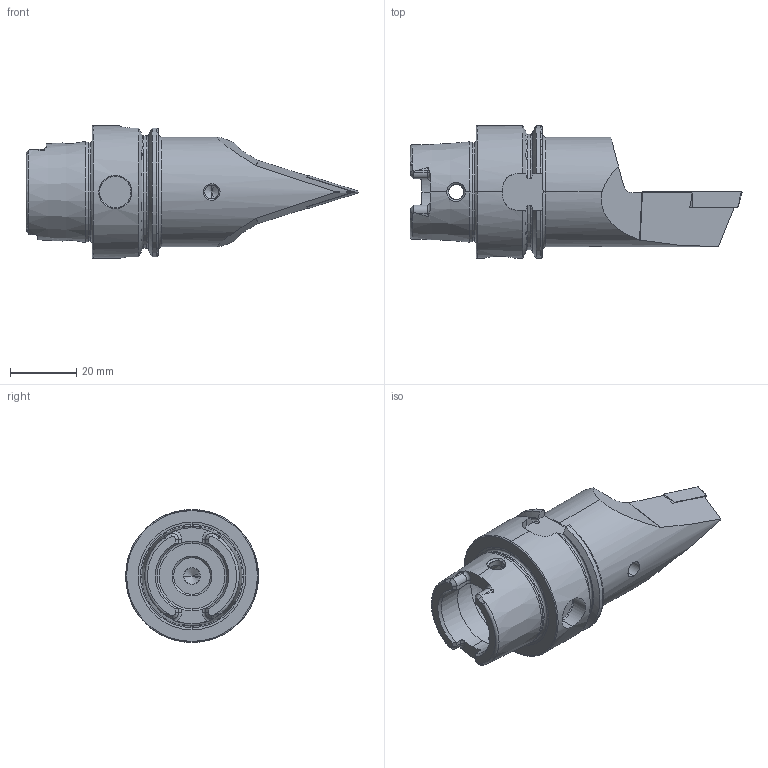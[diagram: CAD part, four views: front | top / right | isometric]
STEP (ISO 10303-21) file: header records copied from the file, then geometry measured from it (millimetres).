
FILE_DESCRIPTION (( 'STEP AP203' ), '1' );
FILE_NAME ('HA4-KVB.NVA.080.STEP', '2013-11-27T07:00:48', ( 'baer' ), ( 'Hewlett-Packard Company' ), 'SwSTEP 2.0', 'SolidWorks 2012', '' );
FILE_SCHEMA (( 'CONFIG_CONTROL_DESIGN' ));
Length unit declared in the file: millimetre
Products named in the file (4): HA4-KVB.NVA.080; WCB-ER2.001.009_A; VCMT160404; HA4-KVB.NVA.080_A_Fertigbearbeitung
Assembly tree (3 placements, depth 2):
  HA4-KVB.NVA.080
    HA4-KVB.NVA.080_A_Fertigbearbeitung
    VCMT160404
    WCB-ER2.001.009_A
Bounding box: 99.93 x 40 x 40 mm (x, y, z)
Volume: 48561.5 mm3; surface area: 14810.7 mm2
Topology: 3 solids, 3 shells, 280 faces, 734 edges, 455 vertices
Faces by surface type: cylinder 84, plane 79, cone 56, torus 39, bspline 20, sphere 2
Entity records: 10662 total; most frequent: CARTESIAN_POINT 3756, ORIENTED_EDGE 1448, DIRECTION 1278, EDGE_CURVE 724, AXIS2_PLACEMENT_3D 509, VERTEX_POINT 455, EDGE_LOOP 295, ADVANCED_FACE 280
